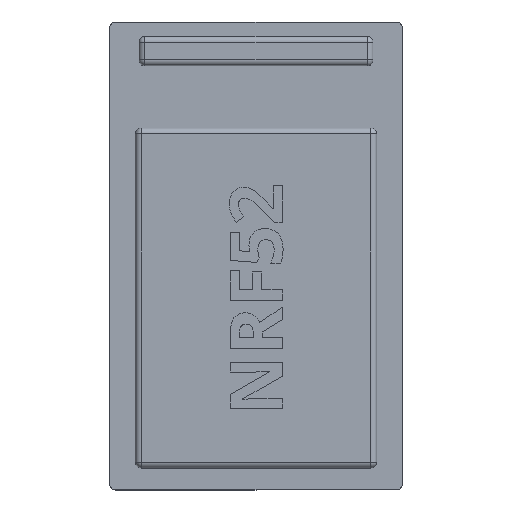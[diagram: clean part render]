
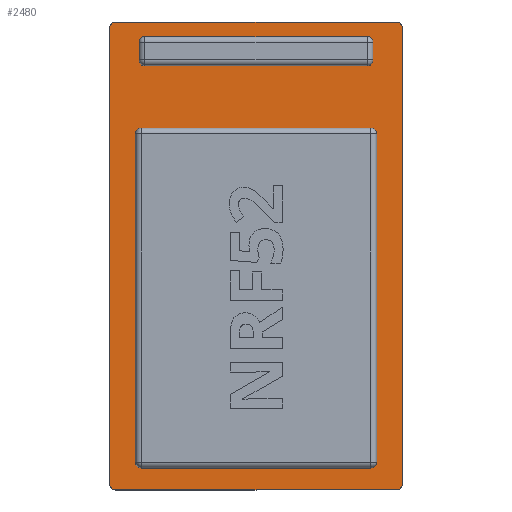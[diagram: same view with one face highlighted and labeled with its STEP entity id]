
A CAD part, top view. The second image highlights one B-rep face of the part: STEP entity #2480.
In plain terms, the highlighted planar face has unit normal (0, 0, 1).
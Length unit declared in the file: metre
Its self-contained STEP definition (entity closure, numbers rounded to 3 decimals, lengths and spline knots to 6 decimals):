
#120=CIRCLE('',#2683,0.0002);
#121=CIRCLE('',#2684,0.0002);
#122=CIRCLE('',#2685,0.0002);
#123=CIRCLE('',#2686,0.0002);
#888=ORIENTED_EDGE('',*,*,#1263,.T.);
#889=ORIENTED_EDGE('',*,*,#1269,.T.);
#890=ORIENTED_EDGE('',*,*,#1265,.F.);
#891=ORIENTED_EDGE('',*,*,#1270,.T.);
#892=ORIENTED_EDGE('',*,*,#1253,.F.);
#893=ORIENTED_EDGE('',*,*,#1271,.T.);
#894=ORIENTED_EDGE('',*,*,#1257,.T.);
#895=ORIENTED_EDGE('',*,*,#1272,.T.);
#1253=EDGE_CURVE('',#1491,#1492,#1730,.T.);
#1257=EDGE_CURVE('',#1495,#1496,#1734,.T.);
#1263=EDGE_CURVE('',#1502,#1501,#1740,.T.);
#1265=EDGE_CURVE('',#1503,#1504,#1742,.T.);
#1269=EDGE_CURVE('',#1501,#1504,#120,.T.);
#1270=EDGE_CURVE('',#1503,#1492,#121,.T.);
#1271=EDGE_CURVE('',#1491,#1495,#122,.T.);
#1272=EDGE_CURVE('',#1496,#1502,#123,.T.);
#1491=VERTEX_POINT('',#4331);
#1492=VERTEX_POINT('',#4332);
#1495=VERTEX_POINT('',#4340);
#1496=VERTEX_POINT('',#4341);
#1501=VERTEX_POINT('',#4352);
#1502=VERTEX_POINT('',#4354);
#1503=VERTEX_POINT('',#4358);
#1504=VERTEX_POINT('',#4359);
#1730=LINE('',#4330,#1969);
#1734=LINE('',#4339,#1973);
#1740=LINE('',#4353,#1979);
#1742=LINE('',#4357,#1981);
#1969=VECTOR('',#3171,1.);
#1973=VECTOR('',#3177,1.);
#1979=VECTOR('',#3185,1.);
#1981=VECTOR('',#3189,1.);
#2124=EDGE_LOOP('',(#888,#889,#890,#891,#892,#893,#894,#895));
#2269=FACE_BOUND('',#2124,.T.);
#2345=PLANE('',#2682);
#2480=ADVANCED_FACE('',(#2269),#2345,.T.);
#2682=AXIS2_PLACEMENT_3D('',#4365,#3193,#3194);
#2683=AXIS2_PLACEMENT_3D('',#4366,#3195,#3196);
#2684=AXIS2_PLACEMENT_3D('',#4367,#3197,#3198);
#2685=AXIS2_PLACEMENT_3D('',#4368,#3199,#3200);
#2686=AXIS2_PLACEMENT_3D('',#4369,#3201,#3202);
#3171=DIRECTION('',(-1.,0.,0.));
#3177=DIRECTION('',(0.,1.,0.));
#3185=DIRECTION('',(-1.,0.,0.));
#3189=DIRECTION('',(0.,1.,0.));
#3193=DIRECTION('',(0.,0.,1.));
#3194=DIRECTION('',(1.,0.,0.));
#3195=DIRECTION('',(0.,0.,1.));
#3196=DIRECTION('',(1.,0.,0.));
#3197=DIRECTION('',(0.,0.,1.));
#3198=DIRECTION('',(1.,0.,0.));
#3199=DIRECTION('',(0.,0.,1.));
#3200=DIRECTION('',(1.,0.,0.));
#3201=DIRECTION('',(0.,0.,1.));
#3202=DIRECTION('',(1.,0.,0.));
#4330=CARTESIAN_POINT('',(0.,0.,0.0011));
#4331=CARTESIAN_POINT('',(0.0048,0.,0.0011));
#4332=CARTESIAN_POINT('',(-0.0048,0.,0.0011));
#4339=CARTESIAN_POINT('',(0.005,0.008,0.0011));
#4340=CARTESIAN_POINT('',(0.005,0.0002,0.0011));
#4341=CARTESIAN_POINT('',(0.005,0.0158,0.0011));
#4352=CARTESIAN_POINT('',(-0.0048,0.016,0.0011));
#4353=CARTESIAN_POINT('',(0.,0.016,0.0011));
#4354=CARTESIAN_POINT('',(0.0048,0.016,0.0011));
#4357=CARTESIAN_POINT('',(-0.005,0.008,0.0011));
#4358=CARTESIAN_POINT('',(-0.005,0.0002,0.0011));
#4359=CARTESIAN_POINT('',(-0.005,0.0158,0.0011));
#4365=CARTESIAN_POINT('',(0.,0.008,0.0011));
#4366=CARTESIAN_POINT('',(-0.0048,0.0158,0.0011));
#4367=CARTESIAN_POINT('',(-0.0048,0.0002,0.0011));
#4368=CARTESIAN_POINT('',(0.0048,0.0002,0.0011));
#4369=CARTESIAN_POINT('',(0.0048,0.0158,0.0011));
